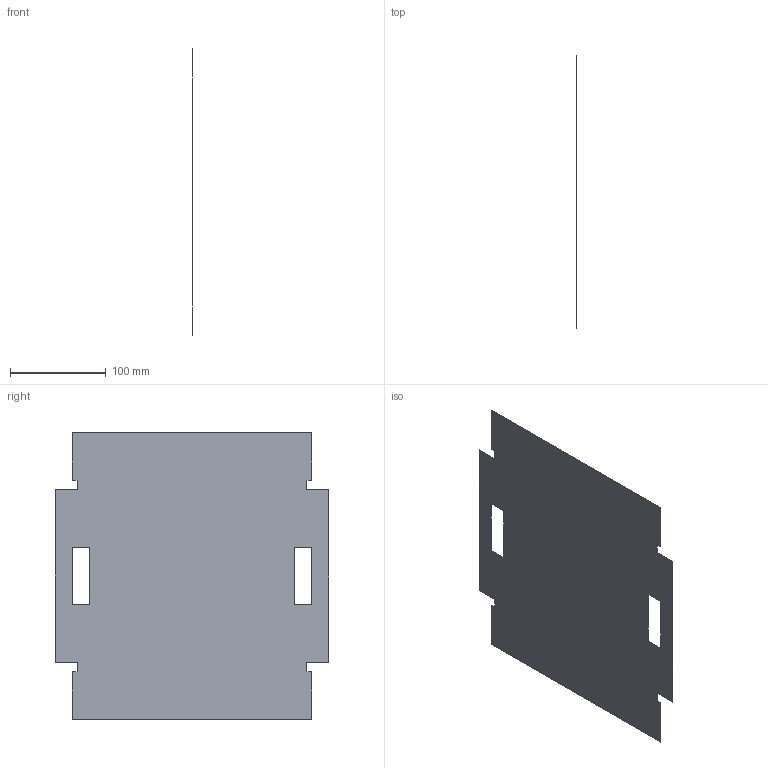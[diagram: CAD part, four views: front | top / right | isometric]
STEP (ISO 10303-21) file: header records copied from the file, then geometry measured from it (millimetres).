
FILE_DESCRIPTION(('FreeCAD Model'),'2;1');
FILE_NAME('Fin piece part face.step','2017-02-15T16:30:29',(''),(''), 'Open CASCADE STEP processor 6.8','FreeCAD','Unknown');
FILE_SCHEMA(('AUTOMOTIVE_DESIGN_CC2 { 1 2 10303 214 -1 1 5 4 }'));
Length unit declared in the file: millimetre
Products named in the file (2): ASSEMBLY; Fin_piece_part_face
Assembly tree (1 placements, depth 2):
  ASSEMBLY
    Fin_piece_part_face
Bounding box: 0 x 286 x 300 mm (x, y, z)
Surface area: 79119.7 mm2 (no closed solid volume)
Topology: 0 solids, 1 shells, 1 faces, 28 edges, 28 vertices
Faces by surface type: plane 1
Entity records: 477 total; most frequent: CARTESIAN_POINT 87, DIRECTION 62, LINE 56, VECTOR 56, ORIENTED_EDGE 28, EDGE_CURVE 28, VERTEX_POINT 28, SURFACE_CURVE 28
